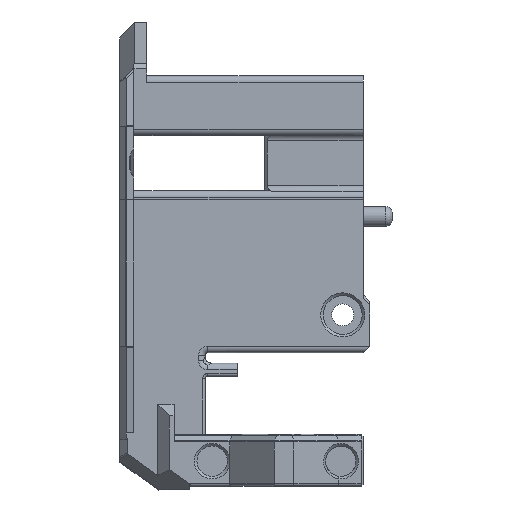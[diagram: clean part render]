
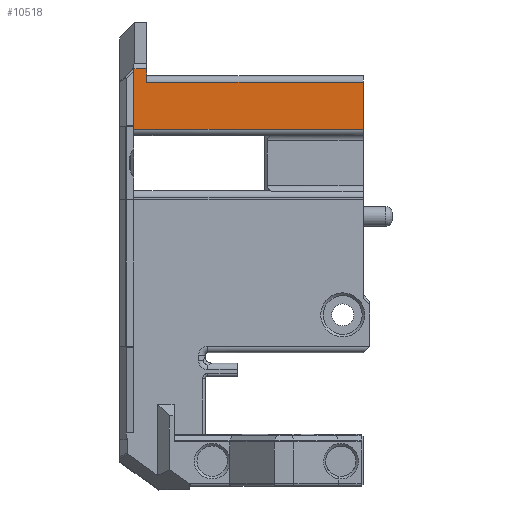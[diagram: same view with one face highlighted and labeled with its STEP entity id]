
A CAD part, left-side view. The second image highlights one B-rep face of the part: STEP entity #10518.
In plain terms, the highlighted planar face has unit normal (-1, 0, 0).
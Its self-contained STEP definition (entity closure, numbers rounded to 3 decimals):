
#900=FACE_OUTER_BOUND('',#1498,.T.);
#1498=EDGE_LOOP('',(#7184,#7185,#7186,#7187,#7188,#7189));
#2173=LINE('',#15941,#3259);
#2174=LINE('',#15945,#3260);
#2175=LINE('',#15947,#3261);
#2176=LINE('',#15949,#3262);
#2177=LINE('',#15951,#3263);
#2178=LINE('',#15952,#3264);
#3259=VECTOR('',#12505,10.);
#3260=VECTOR('',#12510,10.);
#3261=VECTOR('',#12511,10.);
#3262=VECTOR('',#12512,10.);
#3263=VECTOR('',#12513,10.);
#3264=VECTOR('',#12514,10.);
#4373=VERTEX_POINT('',#15938);
#4374=VERTEX_POINT('',#15940);
#4375=VERTEX_POINT('',#15944);
#4376=VERTEX_POINT('',#15946);
#4377=VERTEX_POINT('',#15948);
#4378=VERTEX_POINT('',#15950);
#5452=EDGE_CURVE('',#4373,#4374,#2173,.T.);
#5454=EDGE_CURVE('',#4375,#4373,#2174,.T.);
#5455=EDGE_CURVE('',#4376,#4375,#2175,.T.);
#5456=EDGE_CURVE('',#4376,#4377,#2176,.T.);
#5457=EDGE_CURVE('',#4378,#4377,#2177,.T.);
#5458=EDGE_CURVE('',#4374,#4378,#2178,.T.);
#7184=ORIENTED_EDGE('',*,*,#5452,.F.);
#7185=ORIENTED_EDGE('',*,*,#5454,.F.);
#7186=ORIENTED_EDGE('',*,*,#5455,.F.);
#7187=ORIENTED_EDGE('',*,*,#5456,.T.);
#7188=ORIENTED_EDGE('',*,*,#5457,.F.);
#7189=ORIENTED_EDGE('',*,*,#5458,.F.);
#10157=PLANE('',#11249);
#10518=ADVANCED_FACE('',(#900),#10157,.F.);
#11249=AXIS2_PLACEMENT_3D('',#15943,#12508,#12509);
#12505=DIRECTION('',(0.,-1.,0.));
#12508=DIRECTION('center_axis',(1.,0.,0.));
#12509=DIRECTION('ref_axis',(0.,0.,1.));
#12510=DIRECTION('',(0.,0.,1.));
#12511=DIRECTION('',(0.,1.,0.));
#12512=DIRECTION('',(0.,0.,-1.));
#12513=DIRECTION('',(0.,1.,0.));
#12514=DIRECTION('',(0.,0.,-1.));
#15938=CARTESIAN_POINT('',(131.017,-118.999,62.5));
#15940=CARTESIAN_POINT('',(131.017,-154.43,62.5));
#15941=CARTESIAN_POINT('',(131.017,-153.63,62.5));
#15943=CARTESIAN_POINT('Origin',(131.017,-154.43,85.705));
#15944=CARTESIAN_POINT('',(131.017,-118.999,55.25));
#15945=CARTESIAN_POINT('',(131.017,-118.999,84.854));
#15946=CARTESIAN_POINT('',(131.017,-152.43,55.25));
#15947=CARTESIAN_POINT('',(131.017,-136.215,55.25));
#15948=CARTESIAN_POINT('',(131.017,-152.43,53.208));
#15949=CARTESIAN_POINT('',(131.017,-152.43,86.055));
#15950=CARTESIAN_POINT('',(131.017,-154.43,53.208));
#15951=CARTESIAN_POINT('',(131.017,-155.53,53.208));
#15952=CARTESIAN_POINT('',(131.017,-154.43,84.832));
